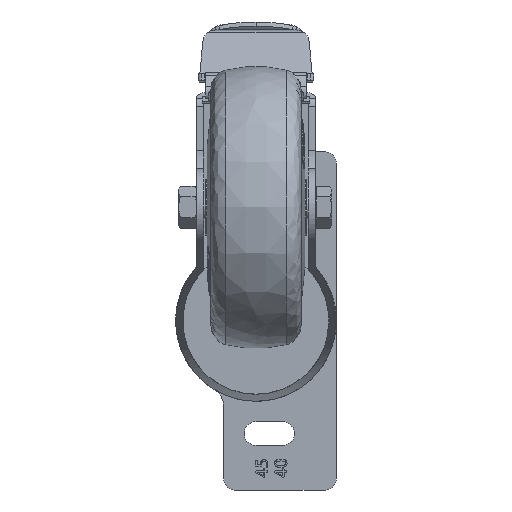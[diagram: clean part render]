
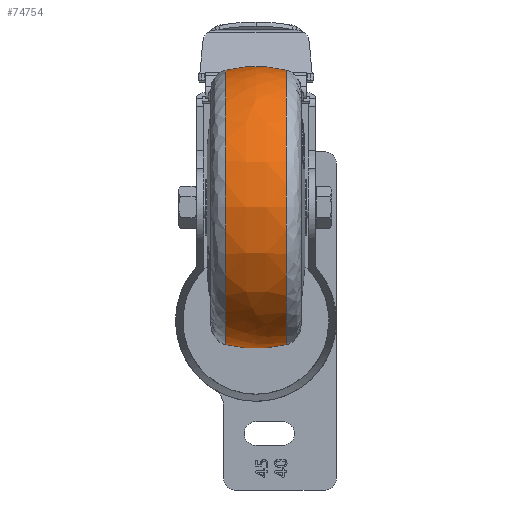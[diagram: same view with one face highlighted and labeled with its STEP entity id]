
A CAD part, front view. The second image highlights one B-rep face of the part: STEP entity #74754.
In plain terms, the highlighted free-form (B-spline) face has degree [3, 3] with [4, 4] control points.
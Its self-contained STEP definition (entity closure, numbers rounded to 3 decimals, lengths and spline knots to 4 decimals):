
#654 = VERTEX_POINT ( 'NONE', #62379 ) ;
#739 = CARTESIAN_POINT ( 'NONE',  ( -0.4196, -3.2638, 1.9292 ) ) ;
#2115 = DIRECTION ( 'NONE',  ( 0., 1., 0. ) ) ;
#5122 = DIRECTION ( 'NONE',  ( 1., 0., 0. ) ) ;
#5214 = CARTESIAN_POINT ( 'NONE',  ( -0.1426, -3.2638, 1.9967 ) ) ;
#7214 = CARTESIAN_POINT ( 'NONE',  ( 0., -3.2638, -0.1858 ) ) ;
#10344 = CARTESIAN_POINT ( 'NONE',  ( 0.4196, -3.2638, -1.907 ) ) ;
#10727 = CARTESIAN_POINT ( 'NONE',  ( 0.1426, -7.235, 1.9967 ) ) ;
#11111 = CARTESIAN_POINT ( 'NONE',  ( 0.1426, -3.2638, 1.9967 ) ) ;
#14638 = CARTESIAN_POINT ( 'NONE',  ( -0.4196, -3.2638, -1.907 ) ) ;
#14923 = EDGE_CURVE ( 'NONE', #70484, #63492, #31972, .T. ) ;
#16436 = EDGE_LOOP ( 'NONE', ( #59046, #28768, #32172, #21165 ) ) ;
#16598 = CARTESIAN_POINT ( 'NONE',  ( -0.4196, -3.2638, -1.907 ) ) ;
#17528 = CARTESIAN_POINT ( 'NONE',  ( 0., -3.2638, 0.2079 ) ) ;
#18010 = DIRECTION ( 'NONE',  ( -1., 0., 0. ) ) ;
#18967 = DIRECTION ( 'NONE',  ( 0., 0., -1. ) ) ;
#21165 = ORIENTED_EDGE ( 'NONE', *, *, #52960, .F. ) ;
#22223 = AXIS2_PLACEMENT_3D ( 'NONE', #7214, #2115, #18967 ) ;
#22483 = CARTESIAN_POINT ( 'NONE',  ( -0.4196, -7.1, 1.9292 ) ) ;
#25690 = VERTEX_POINT ( 'NONE', #42026 ) ;
#28768 = ORIENTED_EDGE ( 'NONE', *, *, #63976, .T. ) ;
#29314 = CIRCLE ( 'NONE', #39330, 1.7717 ) ;
#31972 = CIRCLE ( 'NONE', #75666, 1.9181 ) ;
#32172 = ORIENTED_EDGE ( 'NONE', *, *, #14923, .T. ) ;
#34224 = CARTESIAN_POINT ( 'NONE',  ( 0.4196, -7.1, 1.9292 ) ) ;
#35370 = CARTESIAN_POINT ( 'NONE',  ( -0.1426, -3.2638, -1.9746 ) ) ;
#36411 = DIRECTION ( 'NONE',  ( 0., 0., -1. ) ) ;
#39330 = AXIS2_PLACEMENT_3D ( 'NONE', #17528, #75845, #40228 ) ;
#40228 = DIRECTION ( 'NONE',  ( 0., 0., 1. ) ) ;
#41239 = FACE_OUTER_BOUND ( 'NONE', #16436, .T. ) ;
#42026 = CARTESIAN_POINT ( 'NONE',  ( 0.4196, -3.2638, -1.907 ) ) ;
#52212 = CARTESIAN_POINT ( 'NONE',  ( 0.1426, -3.2638, -1.9746 ) ) ;
#52960 = EDGE_CURVE ( 'NONE', #25690, #63492, #54677, .T. ) ;
#52976 = CARTESIAN_POINT ( 'NONE',  ( -0.1426, -7.235, 1.9967 ) ) ;
#54677 = CIRCLE ( 'NONE', #22223, 1.7717 ) ;
#54700 = EDGE_CURVE ( 'NONE', #25690, #654, #63477, .T. ) ;
#58096 = CARTESIAN_POINT ( 'NONE',  ( 0.1426, -7.235, -1.9746 ) ) ;
#59046 = ORIENTED_EDGE ( 'NONE', *, *, #54700, .T. ) ;
#59927 = CARTESIAN_POINT ( 'NONE',  ( -0.4196, -3.2638, 0.0111 ) ) ;
#62379 = CARTESIAN_POINT ( 'NONE',  ( 0.4196, -3.2638, 1.9292 ) ) ;
#63477 = CIRCLE ( 'NONE', #69726, 1.9181 ) ;
#63492 = VERTEX_POINT ( 'NONE', #14638 ) ;
#63976 = EDGE_CURVE ( 'NONE', #654, #70484, #29314, .T. ) ;
#64306 = CARTESIAN_POINT ( 'NONE',  ( -0.4196, -3.2638, 1.9292 ) ) ;
#65070 =( BOUNDED_SURFACE ( )  B_SPLINE_SURFACE ( 3, 3, ( 
 ( #75705, #34224, #70574, #10344 ),
 ( #11111, #10727, #58096, #52212 ),
 ( #5214, #52976, #76090, #35370 ),
 ( #64306, #22483, #65083, #16598 ) ),
 .UNSPECIFIED., .F., .F., .T. ) 
 B_SPLINE_SURFACE_WITH_KNOTS ( ( 4, 4 ),
 ( 4, 4 ),
 ( 0., 1. ),
 ( 0., 1. ),
 .UNSPECIFIED. ) 
 GEOMETRIC_REPRESENTATION_ITEM ( )  RATIONAL_B_SPLINE_SURFACE ( (
 ( 1., 0.333, 0.333, 1.),
 ( 0.981, 0.327, 0.327, 0.981),
 ( 0.981, 0.327, 0.327, 0.981),
 ( 1., 0.333, 0.333, 1.) ) ) 
 REPRESENTATION_ITEM ( '' )  SURFACE ( )  );
#65083 = CARTESIAN_POINT ( 'NONE',  ( -0.4196, -7.1, -1.907 ) ) ;
#69726 = AXIS2_PLACEMENT_3D ( 'NONE', #77488, #18010, #36411 ) ;
#70484 = VERTEX_POINT ( 'NONE', #739 ) ;
#70574 = CARTESIAN_POINT ( 'NONE',  ( 0.4196, -7.1, -1.907 ) ) ;
#72054 = DIRECTION ( 'NONE',  ( 0., 0., -1. ) ) ;
#74754 = ADVANCED_FACE ( 'NONE', ( #41239 ), #65070, .T. ) ;
#75666 = AXIS2_PLACEMENT_3D ( 'NONE', #59927, #5122, #72054 ) ;
#75705 = CARTESIAN_POINT ( 'NONE',  ( 0.4196, -3.2638, 1.9292 ) ) ;
#75845 = DIRECTION ( 'NONE',  ( 0., -1., 0. ) ) ;
#76090 = CARTESIAN_POINT ( 'NONE',  ( -0.1426, -7.235, -1.9746 ) ) ;
#77488 = CARTESIAN_POINT ( 'NONE',  ( 0.4196, -3.2638, 0.0111 ) ) ;
